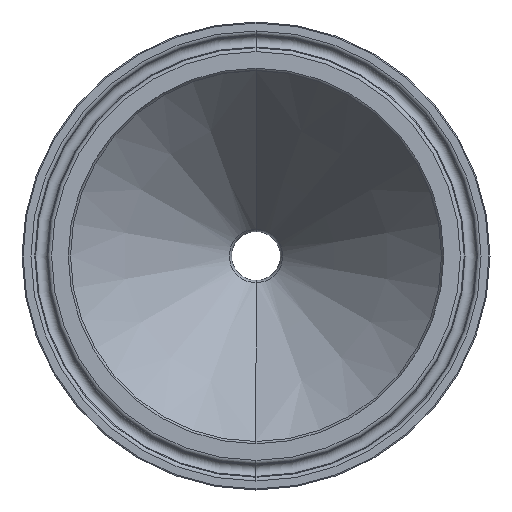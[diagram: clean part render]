
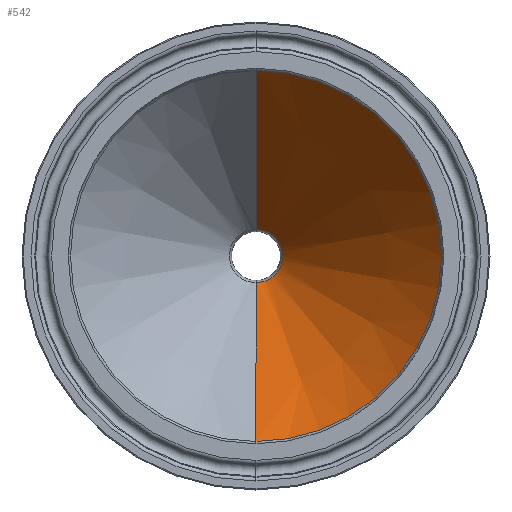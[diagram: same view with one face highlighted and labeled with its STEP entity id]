
A CAD part, left-side view. The second image highlights one B-rep face of the part: STEP entity #542.
In plain terms, the highlighted conical face has half-angle 38.55 degrees and reference radius 36.5 mm.
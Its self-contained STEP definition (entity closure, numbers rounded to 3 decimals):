
#26 = CARTESIAN_POINT ( 'NONE',  ( 9.944, 0., -36.064 ) ) ;
#57 = DIRECTION ( 'NONE',  ( 0., 0., -1. ) ) ;
#69 = CARTESIAN_POINT ( 'NONE',  ( 48.693, 0., 0. ) ) ;
#77 = EDGE_CURVE ( 'NONE', #405, #945, #247, .T. ) ;
#107 = EDGE_CURVE ( 'NONE', #945, #500, #305, .T. ) ;
#110 = VECTOR ( 'NONE', #1115, 1000. ) ;
#189 = CONICAL_SURFACE ( 'NONE', #765, 36.5, 0.673 ) ;
#247 = CIRCLE ( 'NONE', #439, 5.186 ) ;
#305 = LINE ( 'NONE', #1124, #110 ) ;
#328 = EDGE_LOOP ( 'NONE', ( #452, #924, #1251, #342 ) ) ;
#342 = ORIENTED_EDGE ( 'NONE', *, *, #1534, .F. ) ;
#357 = CARTESIAN_POINT ( 'NONE',  ( 9.397, 0., 0. ) ) ;
#405 = VERTEX_POINT ( 'NONE', #669 ) ;
#439 = AXIS2_PLACEMENT_3D ( 'NONE', #69, #1235, #57 ) ;
#443 = EDGE_CURVE ( 'NONE', #500, #581, #1300, .T. ) ;
#452 = ORIENTED_EDGE ( 'NONE', *, *, #77, .T. ) ;
#500 = VERTEX_POINT ( 'NONE', #26 ) ;
#519 = AXIS2_PLACEMENT_3D ( 'NONE', #1358, #1094, #1470 ) ;
#542 = ADVANCED_FACE ( 'NONE', ( #748 ), #189, .F. ) ;
#581 = VERTEX_POINT ( 'NONE', #1224 ) ;
#583 = CARTESIAN_POINT ( 'NONE',  ( 9.397, 0., 36.5 ) ) ;
#669 = CARTESIAN_POINT ( 'NONE',  ( 48.693, 0., 5.186 ) ) ;
#748 = FACE_OUTER_BOUND ( 'NONE', #328, .T. ) ;
#765 = AXIS2_PLACEMENT_3D ( 'NONE', #357, #1411, #1289 ) ;
#835 = VECTOR ( 'NONE', #976, 1000. ) ;
#924 = ORIENTED_EDGE ( 'NONE', *, *, #107, .T. ) ;
#945 = VERTEX_POINT ( 'NONE', #1449 ) ;
#976 = DIRECTION ( 'NONE',  ( -0.782, 0., 0.623 ) ) ;
#1094 = DIRECTION ( 'NONE',  ( -1., 0., 0. ) ) ;
#1115 = DIRECTION ( 'NONE',  ( -0.782, 0., -0.623 ) ) ;
#1124 = CARTESIAN_POINT ( 'NONE',  ( 9.397, 0., -36.5 ) ) ;
#1224 = CARTESIAN_POINT ( 'NONE',  ( 9.944, 0., 36.064 ) ) ;
#1235 = DIRECTION ( 'NONE',  ( 1., 0., 0. ) ) ;
#1251 = ORIENTED_EDGE ( 'NONE', *, *, #443, .T. ) ;
#1264 = LINE ( 'NONE', #583, #835 ) ;
#1289 = DIRECTION ( 'NONE',  ( 0., 0., 1. ) ) ;
#1300 = CIRCLE ( 'NONE', #519, 36.064 ) ;
#1358 = CARTESIAN_POINT ( 'NONE',  ( 9.944, 0., 0. ) ) ;
#1411 = DIRECTION ( 'NONE',  ( -1., 0., 0. ) ) ;
#1449 = CARTESIAN_POINT ( 'NONE',  ( 48.693, 0., -5.186 ) ) ;
#1470 = DIRECTION ( 'NONE',  ( 0., 0., 1. ) ) ;
#1534 = EDGE_CURVE ( 'NONE', #405, #581, #1264, .T. ) ;
